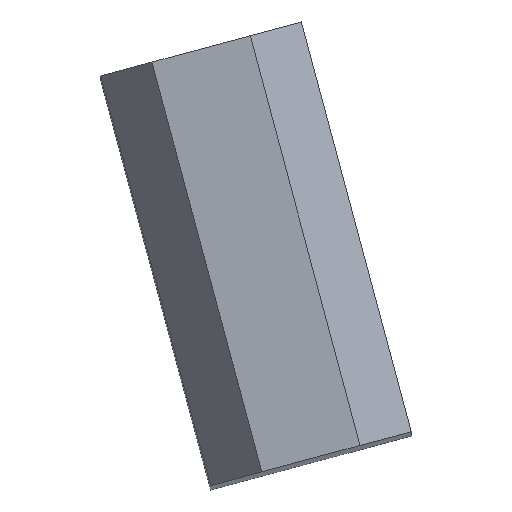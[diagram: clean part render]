
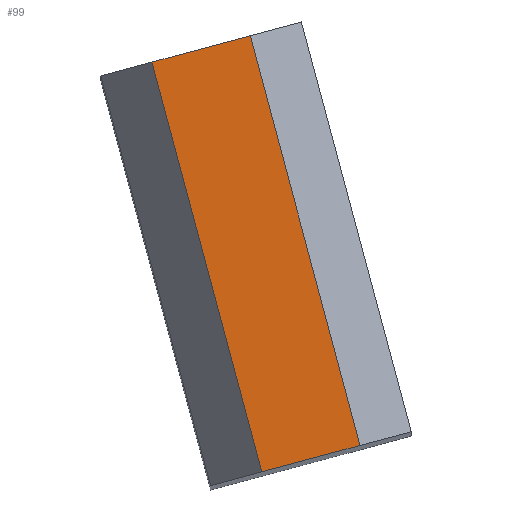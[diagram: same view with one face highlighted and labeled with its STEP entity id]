
A CAD part, top view. The second image highlights one B-rep face of the part: STEP entity #99.
In plain terms, the highlighted planar face has unit normal (0, 0, 1).
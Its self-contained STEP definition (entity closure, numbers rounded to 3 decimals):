
#12 = DIRECTION ( 'NONE',  ( -0.259, 0.966, 0. ) ) ;
#15 = VECTOR ( 'NONE', #65, 1000. ) ;
#29 = EDGE_LOOP ( 'NONE', ( #69, #127, #248, #192 ) ) ;
#35 = EDGE_CURVE ( 'NONE', #231, #245, #98, .T. ) ;
#36 = DIRECTION ( 'NONE',  ( 0., 0., 1. ) ) ;
#39 = EDGE_CURVE ( 'NONE', #250, #231, #292, .T. ) ;
#65 = DIRECTION ( 'NONE',  ( 0.966, 0.26, 0. ) ) ;
#69 = ORIENTED_EDGE ( 'NONE', *, *, #35, .T. ) ;
#73 = CARTESIAN_POINT ( 'NONE',  ( 12.864, 0.673, 60. ) ) ;
#81 = AXIS2_PLACEMENT_3D ( 'NONE', #83, #36, #236 ) ;
#83 = CARTESIAN_POINT ( 'NONE',  ( 0., 0., 60. ) ) ;
#85 = CARTESIAN_POINT ( 'NONE',  ( 12.322, 21.243, 60. ) ) ;
#92 = CARTESIAN_POINT ( 'NONE',  ( 7.687, 19.995, 60. ) ) ;
#98 = LINE ( 'NONE', #121, #171 ) ;
#99 = ADVANCED_FACE ( 'NONE', ( #251 ), #132, .T. ) ;
#121 = CARTESIAN_POINT ( 'NONE',  ( 10.353, 0., 60. ) ) ;
#127 = ORIENTED_EDGE ( 'NONE', *, *, #298, .T. ) ;
#132 = PLANE ( 'NONE',  #81 ) ;
#140 = CARTESIAN_POINT ( 'NONE',  ( 12.863, 0.676, 60. ) ) ;
#145 = CARTESIAN_POINT ( 'NONE',  ( 5.176, 19.319, 60. ) ) ;
#146 = DIRECTION ( 'NONE',  ( 0.259, -0.966, 0. ) ) ;
#165 = LINE ( 'NONE', #145, #15 ) ;
#171 = VECTOR ( 'NONE', #198, 1000. ) ;
#178 = VECTOR ( 'NONE', #12, 1000. ) ;
#192 = ORIENTED_EDGE ( 'NONE', *, *, #39, .T. ) ;
#198 = DIRECTION ( 'NONE',  ( 0.966, 0.26, 0. ) ) ;
#200 = VERTEX_POINT ( 'NONE', #85 ) ;
#231 = VERTEX_POINT ( 'NONE', #140 ) ;
#236 = DIRECTION ( 'NONE',  ( 1., 0., 0. ) ) ;
#237 = EDGE_CURVE ( 'NONE', #250, #200, #165, .T. ) ;
#245 = VERTEX_POINT ( 'NONE', #257 ) ;
#248 = ORIENTED_EDGE ( 'NONE', *, *, #237, .F. ) ;
#250 = VERTEX_POINT ( 'NONE', #92 ) ;
#251 = FACE_OUTER_BOUND ( 'NONE', #29, .T. ) ;
#257 = CARTESIAN_POINT ( 'NONE',  ( 17.498, 1.924, 60. ) ) ;
#260 = LINE ( 'NONE', #288, #178 ) ;
#288 = CARTESIAN_POINT ( 'NONE',  ( 12.321, 21.245, 60. ) ) ;
#292 = LINE ( 'NONE', #73, #297 ) ;
#297 = VECTOR ( 'NONE', #146, 1000. ) ;
#298 = EDGE_CURVE ( 'NONE', #245, #200, #260, .T. ) ;
